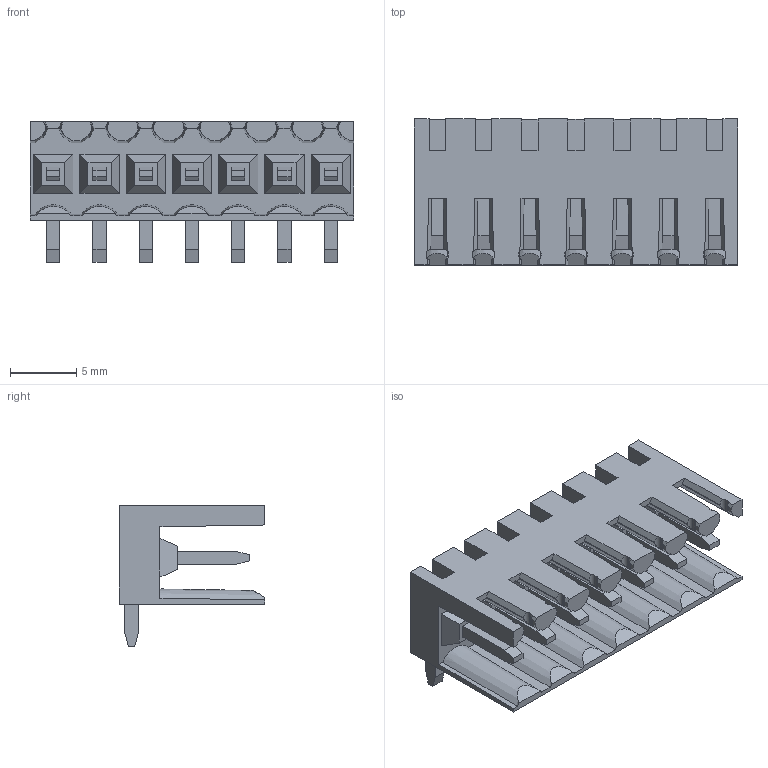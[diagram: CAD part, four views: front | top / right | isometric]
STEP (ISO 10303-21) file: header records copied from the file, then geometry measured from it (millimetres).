
FILE_DESCRIPTION(('CATIA V5 STEP Exchange','CAx-IF Rec.Pracs.--- Model Styling and Organization---1.2---2011-12-15'),'2;1');
FILE_NAME ('D1453050_0_1597260000_1597260000.stp','2018-10-10T05:51:13+00:00',('none'),('Weidmueller'),'CATIA Version 5-6 Release 2014','CATIA V5 STEP AP214','none');
FILE_SCHEMA(('AUTOMOTIVE_DESIGN { 1 0 10303 214 1 1 1 1 }'));
Length unit declared in the file: millimetre
Products named in the file (1): 1597260000
Bounding box: 24.5 x 11.05 x 10.65 mm (x, y, z)
Volume: 885.1 mm3; surface area: 2152.8 mm2
Topology: 8 solids, 8 shells, 437 faces, 1284 edges, 863 vertices
Faces by surface type: plane 360, cylinder 56, cone 21
Entity records: 13592 total; most frequent: CARTESIAN_POINT 3127, ORIENTED_EDGE 2568, DIRECTION 1535, EDGE_CURVE 1284, VECTOR 911, LINE 911, VERTEX_POINT 863, EDGE_LOOP 451
